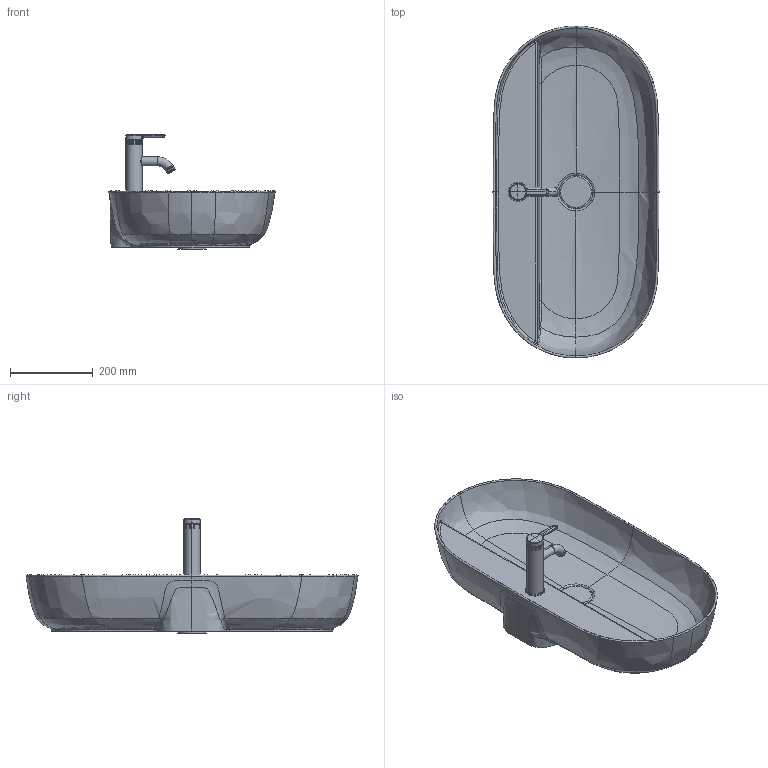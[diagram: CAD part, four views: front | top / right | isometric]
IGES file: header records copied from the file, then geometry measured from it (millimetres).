
Global section: file name: No Iges File Name specified; native system: Autodesk Inventor 2011; preprocessor: AutoDesk Inventor Iges Exporter R2011; author: Administrator; date: 20170621.200806; units: millimetre
Bounding box: 400.1 x 800.1 x 275.73 mm (x, y, z)
Volume: 11372136 mm3; surface area: 1018434.6 mm2
Topology: 8 solids, 11 shells, 435 faces, 1009 edges, 603 vertices
Faces by surface type: bspline 208, plane 77, revolution 73, cylinder 44, torus 20, cone 10, sphere 3
